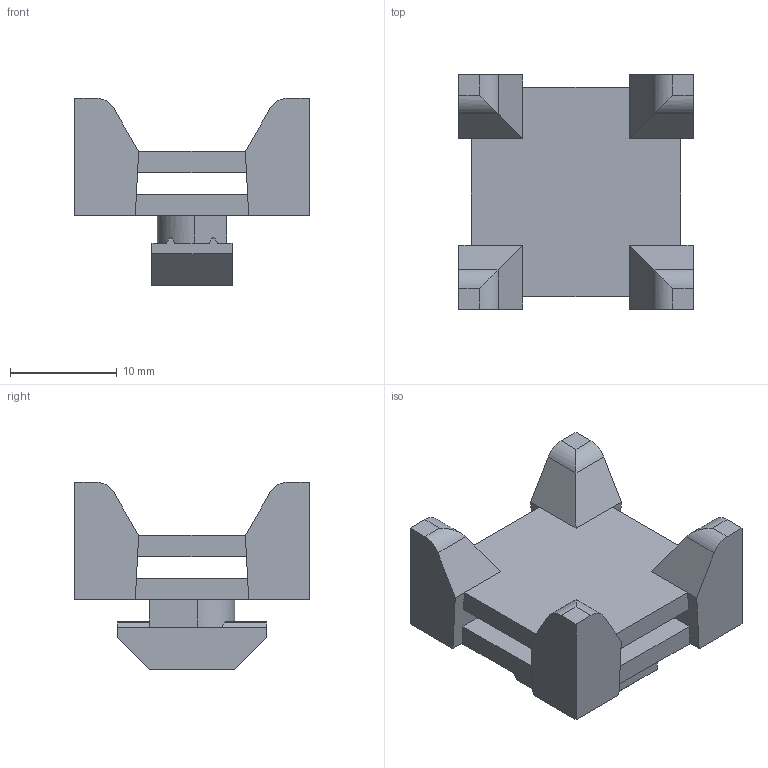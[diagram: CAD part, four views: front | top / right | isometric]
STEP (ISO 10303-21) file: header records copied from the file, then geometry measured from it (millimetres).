
FILE_DESCRIPTION (( 'STEP AP203' ), '1' );
FILE_NAME ('485526565_c_1.STEP', '2022-07-17T11:53:15', ( '' ), ( '' ), 'SwSTEP 2.0', 'SolidWorks 2014', '' );
FILE_SCHEMA (( 'CONFIG_CONTROL_DESIGN' ));
Length unit declared in the file: millimetre
Products named in the file (1): 485526565_c_1
Bounding box: 22 x 22 x 17.6 mm (x, y, z)
Volume: 2912.6 mm3; surface area: 2641 mm2
Topology: 1 solids, 1 shells, 77 faces, 228 edges, 148 vertices
Faces by surface type: plane 63, cylinder 14
Entity records: 2626 total; most frequent: CARTESIAN_POINT 492, ORIENTED_EDGE 456, DIRECTION 394, EDGE_CURVE 228, VECTOR 198, LINE 198, VERTEX_POINT 148, AXIS2_PLACEMENT_3D 98
